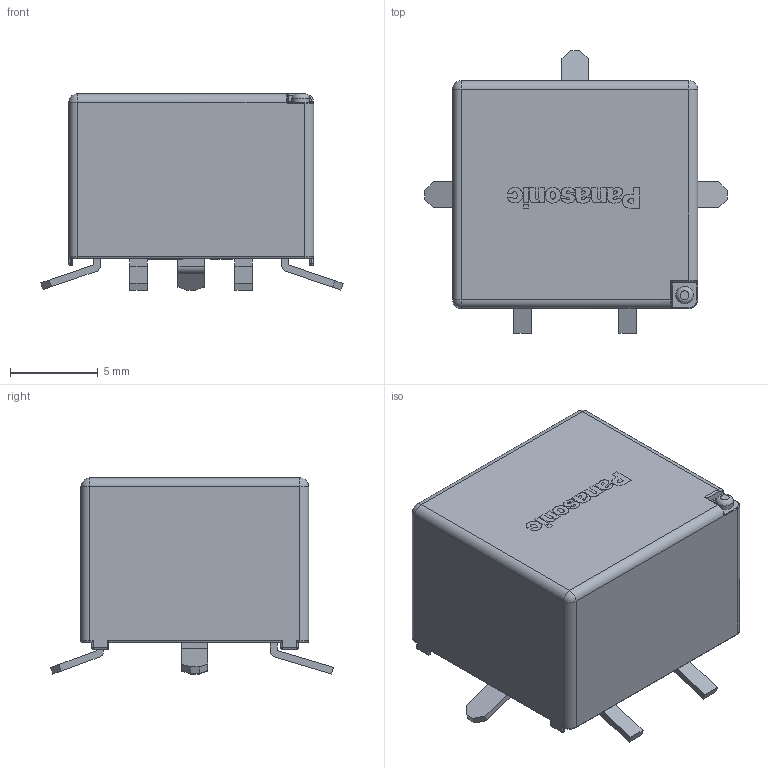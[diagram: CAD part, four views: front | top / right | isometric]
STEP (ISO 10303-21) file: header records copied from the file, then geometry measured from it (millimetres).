
FILE_DESCRIPTION(/* description */ (''),/* implementation_level */ '2;1');
FILE_NAME(/* name */ 'CP Series AUTOMOTIVE SPDT RELAY.stp',/* time_stamp */ '2021-01-28T02:28:02-04:00',/* author */ ('Julio Mora'),/* organization */ (''),/* preprocessor_version */ 'ST-DEVELOPER v18.1',/* originating_system */ 'Autodesk Inventor 2021',/* authorisation */ '');
FILE_SCHEMA (('AUTOMOTIVE_DESIGN { 1 0 10303 214 3 1 1 }'));
Length unit declared in the file: inch
Products named in the file (7): CP Series AUTOMOTIVE  SPDT RELAY; Relay; Leads; Pad; ring; Japan; Panasonic
Assembly tree (6 placements, depth 2):
  CP Series AUTOMOTIVE  SPDT RELAY
    Relay
    Leads
    Pad
    ring
    Japan
    Panasonic
Bounding box: 17.26 x 16.15 x 11.2 mm (x, y, z)
Volume: 1715.5 mm3; surface area: 1068.5 mm2
Topology: 23 solids, 23 shells, 560 faces, 1424 edges, 920 vertices
Faces by surface type: plane 311, bspline 152, cylinder 69, sphere 20, torus 8
Full cylindrical faces by diameter (mm): 0.95 x1, 1 x1, 1.25 x1
Entity records: 18855 total; most frequent: CARTESIAN_POINT 5340, ORIENTED_EDGE 2846, DIRECTION 2172, EDGE_CURVE 1423, LINE 970, VECTOR 970, VERTEX_POINT 920, AXIS2_PLACEMENT_3D 601
